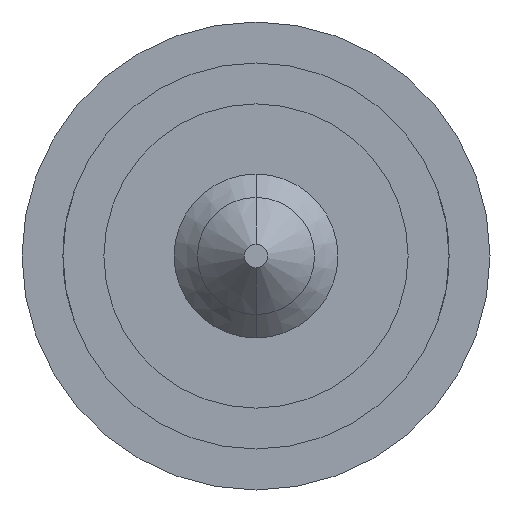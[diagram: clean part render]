
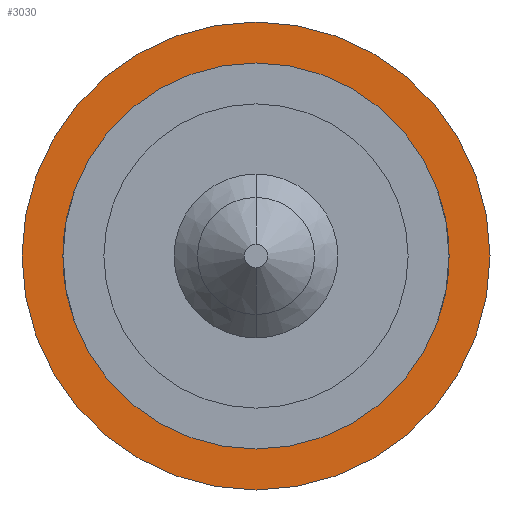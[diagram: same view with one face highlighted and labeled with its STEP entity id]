
A CAD part, front view. The second image highlights one B-rep face of the part: STEP entity #3030.
In plain terms, the highlighted planar face has unit normal (0, -1, 0).
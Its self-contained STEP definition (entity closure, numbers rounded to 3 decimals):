
#28 = PLANE ( 'NONE',  #2769 ) ;
#115 = ORIENTED_EDGE ( 'NONE', *, *, #681, .T. ) ;
#240 = DIRECTION ( 'NONE',  ( 0., 0., 1. ) ) ;
#386 = VERTEX_POINT ( 'NONE', #768 ) ;
#529 = CARTESIAN_POINT ( 'NONE',  ( 0., 28., 0. ) ) ;
#614 = CARTESIAN_POINT ( 'NONE',  ( 0., 28., -0.825 ) ) ;
#631 = CARTESIAN_POINT ( 'NONE',  ( 0.825, 28., 0. ) ) ;
#681 = EDGE_CURVE ( 'Defeature ausgef�hrt5_6+Defeature ausgef�hrt5_0+Defeature ausgef�hrt5_0+Defeature ausgef�hrt5_0', #978, #2954, #2473, .T. ) ;
#768 = CARTESIAN_POINT ( 'NONE',  ( 0., 28., -1. ) ) ;
#875 = VERTEX_POINT ( 'NONE', #3406 ) ;
#916 = CIRCLE ( 'NONE', #2576, 0.825 ) ;
#925 = ORIENTED_EDGE ( 'NONE', *, *, #3037, .F. ) ;
#978 = VERTEX_POINT ( 'NONE', #2853 ) ;
#1040 = AXIS2_PLACEMENT_3D ( 'NONE', #2990, #3572, #3552 ) ;
#1194 = DIRECTION ( 'NONE',  ( 0., 1., 0. ) ) ;
#1235 = DIRECTION ( 'NONE',  ( 0., 0., 1. ) ) ;
#1264 = EDGE_CURVE ( 'Defeature ausgef�hrt5_7+Defeature ausgef�hrt5_6+Defeature ausgef�hrt5_6+Defeature ausgef�hrt5_6', #386, #875, #2423, .T. ) ;
#1335 = FACE_OUTER_BOUND ( 'NONE', #2738, .T. ) ;
#1503 = DIRECTION ( 'NONE',  ( 0., 0., 1. ) ) ;
#1510 = DIRECTION ( 'NONE',  ( 0., 1., 0. ) ) ;
#1525 = CIRCLE ( 'NONE', #1040, 1. ) ;
#1637 = AXIS2_PLACEMENT_3D ( 'NONE', #2401, #1194, #1503 ) ;
#1759 = CARTESIAN_POINT ( 'NONE',  ( 0., 28., 0. ) ) ;
#2009 = EDGE_LOOP ( 'NONE', ( #2799, #115 ) ) ;
#2234 = FACE_BOUND ( 'NONE', #2009, .T. ) ;
#2245 = ORIENTED_EDGE ( 'NONE', *, *, #1264, .F. ) ;
#2351 = DIRECTION ( 'NONE',  ( 0., 0., 1. ) ) ;
#2401 = CARTESIAN_POINT ( 'NONE',  ( 0., 28., 0. ) ) ;
#2423 = CIRCLE ( 'NONE', #1637, 1. ) ;
#2473 = CIRCLE ( 'NONE', #2542, 0.825 ) ;
#2542 = AXIS2_PLACEMENT_3D ( 'NONE', #1759, #3810, #2351 ) ;
#2576 = AXIS2_PLACEMENT_3D ( 'NONE', #529, #3448, #240 ) ;
#2738 = EDGE_LOOP ( 'NONE', ( #925, #2245 ) ) ;
#2769 = AXIS2_PLACEMENT_3D ( 'NONE', #631, #1510, #1235 ) ;
#2799 = ORIENTED_EDGE ( 'NONE', *, *, #3767, .T. ) ;
#2853 = CARTESIAN_POINT ( 'NONE',  ( 0., 28., 0.825 ) ) ;
#2954 = VERTEX_POINT ( 'NONE', #614 ) ;
#2990 = CARTESIAN_POINT ( 'NONE',  ( 0., 28., 0. ) ) ;
#3030 = ADVANCED_FACE ( 'Defeature ausgef�hrt5_6', ( #1335, #2234 ), #28, .F. ) ;
#3037 = EDGE_CURVE ( 'Defeature ausgef�hrt5_7+Defeature ausgef�hrt5_6+Defeature ausgef�hrt5_6+Defeature ausgef�hrt5_6', #875, #386, #1525, .T. ) ;
#3406 = CARTESIAN_POINT ( 'NONE',  ( 0., 28., 1. ) ) ;
#3448 = DIRECTION ( 'NONE',  ( 0., 1., 0. ) ) ;
#3552 = DIRECTION ( 'NONE',  ( 0., 0., 1. ) ) ;
#3572 = DIRECTION ( 'NONE',  ( 0., 1., 0. ) ) ;
#3767 = EDGE_CURVE ( 'Defeature ausgef�hrt5_6+Defeature ausgef�hrt5_0+Defeature ausgef�hrt5_0+Defeature ausgef�hrt5_0', #2954, #978, #916, .T. ) ;
#3810 = DIRECTION ( 'NONE',  ( 0., 1., 0. ) ) ;
